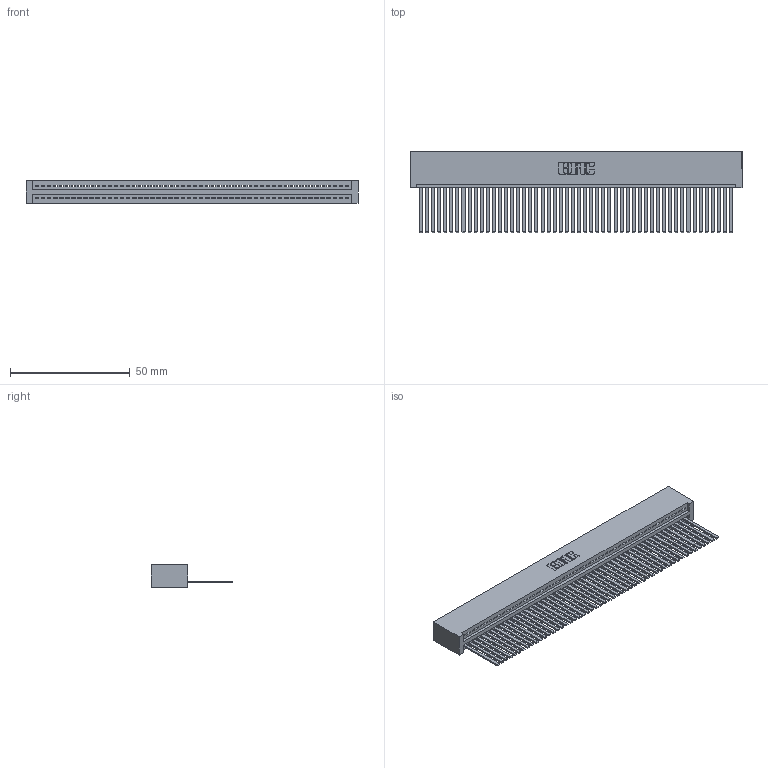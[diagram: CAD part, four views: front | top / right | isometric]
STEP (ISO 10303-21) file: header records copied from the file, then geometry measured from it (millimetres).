
FILE_DESCRIPTION (( 'STEP AP203' ), '1' );
FILE_NAME ('345-052-544-101.STEP', '2018-09-22T23:08:39', ( '' ), ( '' ), 'SwSTEP 2.0', 'SolidWorks 2016', '' );
FILE_SCHEMA (( 'CONFIG_CONTROL_DESIGN' ));
Length unit declared in the file: inch
Products named in the file (3): 345 Part_No Mounting Lugs; 345-292-001_345-293-144; 345-052-544-101
Assembly tree (53 placements, depth 2):
  345-052-544-101
    345 Part_No Mounting Lugs
    345-292-001_345-293-144  x52
Bounding box: 138.68 x 33.96 x 9.4 mm (x, y, z)
Volume: 14440.8 mm3; surface area: 21324.6 mm2
Topology: 53 solids, 53 shells, 2822 faces, 8533 edges, 5618 vertices
Faces by surface type: plane 1948, cylinder 874
Entity records: 37329 total; most frequent: CARTESIAN_POINT 6472, ORIENTED_EDGE 6458, DIRECTION 5629, EDGE_CURVE 3229, VECTOR 2901, LINE 2901, VERTEX_POINT 2150, AXIS2_PLACEMENT_3D 1364
